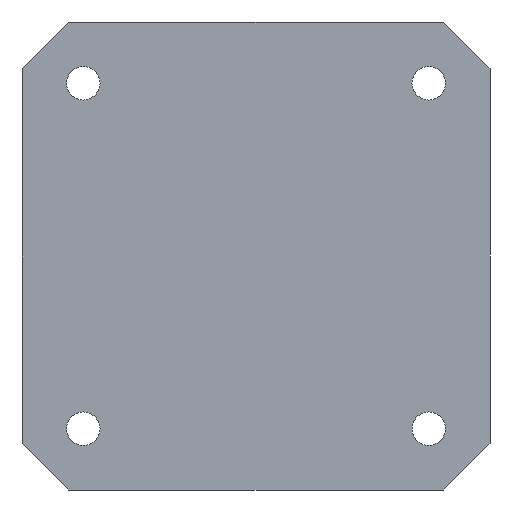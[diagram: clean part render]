
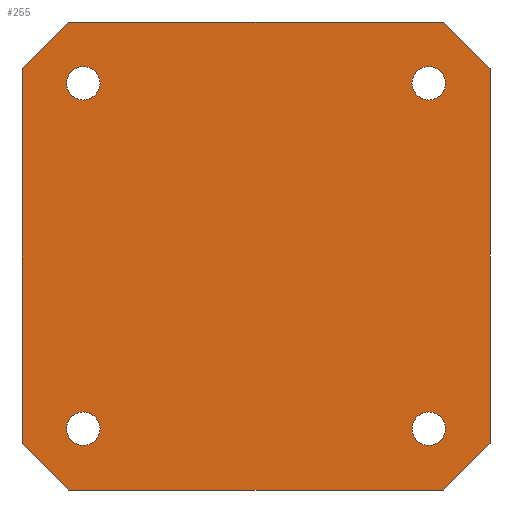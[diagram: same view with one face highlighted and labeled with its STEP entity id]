
A CAD part, front view. The second image highlights one B-rep face of the part: STEP entity #255.
In plain terms, the highlighted planar face has unit normal (0, -1, 0).
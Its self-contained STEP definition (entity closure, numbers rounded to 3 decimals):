
#5 = FACE_BOUND ( 'NONE', #403, .T. ) ;
#7 = AXIS2_PLACEMENT_3D ( 'NONE', #601, #1348, #705 ) ;
#17 = ORIENTED_EDGE ( 'NONE', *, *, #410, .F. ) ;
#33 = DIRECTION ( 'NONE',  ( 0., -1., 0. ) ) ;
#43 = FACE_BOUND ( 'NONE', #502, .T. ) ;
#44 = EDGE_CURVE ( 'NONE', #877, #507, #1344, .T. ) ;
#54 = CARTESIAN_POINT ( 'NONE',  ( 5.5, -24., -7. ) ) ;
#63 = CARTESIAN_POINT ( 'NONE',  ( 5.5, -24., -4. ) ) ;
#88 = CARTESIAN_POINT ( 'NONE',  ( 5.5, -24., -38. ) ) ;
#120 = DIRECTION ( 'NONE',  ( 0., 0., -1. ) ) ;
#157 = CARTESIAN_POINT ( 'NONE',  ( 36.5, -24., -36.5 ) ) ;
#161 = CARTESIAN_POINT ( 'NONE',  ( 4.2, -24., -42. ) ) ;
#165 = DIRECTION ( 'NONE',  ( 0., 0., 1. ) ) ;
#167 = CIRCLE ( 'NONE', #1033, 1.5 ) ;
#173 = ORIENTED_EDGE ( 'NONE', *, *, #957, .F. ) ;
#179 = VECTOR ( 'NONE', #842, 1000. ) ;
#180 = EDGE_CURVE ( 'NONE', #276, #792, #1200, .T. ) ;
#192 = CARTESIAN_POINT ( 'NONE',  ( 42., -24., -4.2 ) ) ;
#217 = VERTEX_POINT ( 'NONE', #752 ) ;
#221 = AXIS2_PLACEMENT_3D ( 'NONE', #157, #790, #120 ) ;
#224 = EDGE_CURVE ( 'NONE', #751, #1199, #609, .T. ) ;
#233 = ORIENTED_EDGE ( 'NONE', *, *, #284, .F. ) ;
#234 = CARTESIAN_POINT ( 'NONE',  ( 2.1, -24., -2.1 ) ) ;
#238 = DIRECTION ( 'NONE',  ( -1., 0., 0. ) ) ;
#255 = ADVANCED_FACE ( 'NONE', ( #295, #43, #855, #5, #1110 ), #331, .T. ) ;
#256 = ORIENTED_EDGE ( 'NONE', *, *, #1259, .F. ) ;
#262 = DIRECTION ( 'NONE',  ( 0., -1., 0. ) ) ;
#270 = CIRCLE ( 'NONE', #996, 1.5 ) ;
#276 = VERTEX_POINT ( 'NONE', #336 ) ;
#278 = CARTESIAN_POINT ( 'NONE',  ( 0., -24., -4.2 ) ) ;
#281 = CARTESIAN_POINT ( 'NONE',  ( 37.8, -24., -42. ) ) ;
#284 = EDGE_CURVE ( 'NONE', #507, #670, #824, .T. ) ;
#295 = FACE_BOUND ( 'NONE', #899, .T. ) ;
#299 = AXIS2_PLACEMENT_3D ( 'NONE', #1087, #448, #1186 ) ;
#303 = DIRECTION ( 'NONE',  ( -0.707, 0., 0.707 ) ) ;
#326 = VERTEX_POINT ( 'NONE', #1185 ) ;
#328 = VECTOR ( 'NONE', #303, 1000. ) ;
#331 = PLANE ( 'NONE',  #1242 ) ;
#336 = CARTESIAN_POINT ( 'NONE',  ( 36.5, -24., -38. ) ) ;
#365 = CARTESIAN_POINT ( 'NONE',  ( 36.5, -24., -5.5 ) ) ;
#377 = CARTESIAN_POINT ( 'NONE',  ( 42., -24., 0. ) ) ;
#388 = VERTEX_POINT ( 'NONE', #88 ) ;
#402 = EDGE_CURVE ( 'NONE', #1357, #692, #167, .T. ) ;
#403 = EDGE_LOOP ( 'NONE', ( #581, #1115 ) ) ;
#410 = EDGE_CURVE ( 'NONE', #496, #881, #1262, .T. ) ;
#425 = ORIENTED_EDGE ( 'NONE', *, *, #796, .F. ) ;
#442 = DIRECTION ( 'NONE',  ( 0., -1., 0. ) ) ;
#448 = DIRECTION ( 'NONE',  ( 0., -1., 0. ) ) ;
#451 = LINE ( 'NONE', #631, #179 ) ;
#475 = DIRECTION ( 'NONE',  ( 0., 0., -1. ) ) ;
#485 = DIRECTION ( 'NONE',  ( -0.707, 0., -0.707 ) ) ;
#488 = VERTEX_POINT ( 'NONE', #491 ) ;
#491 = CARTESIAN_POINT ( 'NONE',  ( 0., -24., -37.8 ) ) ;
#496 = VERTEX_POINT ( 'NONE', #693 ) ;
#502 = EDGE_LOOP ( 'NONE', ( #256, #1162 ) ) ;
#506 = EDGE_CURVE ( 'NONE', #881, #877, #597, .T. ) ;
#507 = VERTEX_POINT ( 'NONE', #281 ) ;
#509 = LINE ( 'NONE', #830, #328 ) ;
#525 = EDGE_CURVE ( 'NONE', #1014, #388, #843, .T. ) ;
#526 = CARTESIAN_POINT ( 'NONE',  ( 5.5, -24., -5.5 ) ) ;
#549 = ORIENTED_EDGE ( 'NONE', *, *, #224, .F. ) ;
#560 = CARTESIAN_POINT ( 'NONE',  ( 5.5, -24., -36.5 ) ) ;
#571 = CARTESIAN_POINT ( 'NONE',  ( 5.5, -24., -35. ) ) ;
#577 = VECTOR ( 'NONE', #863, 1000. ) ;
#581 = ORIENTED_EDGE ( 'NONE', *, *, #402, .F. ) ;
#597 = LINE ( 'NONE', #377, #629 ) ;
#601 = CARTESIAN_POINT ( 'NONE',  ( 5.5, -24., -36.5 ) ) ;
#606 = CIRCLE ( 'NONE', #1099, 1.5 ) ;
#609 = LINE ( 'NONE', #234, #577 ) ;
#611 = EDGE_CURVE ( 'NONE', #692, #1357, #814, .T. ) ;
#613 = EDGE_LOOP ( 'NONE', ( #868, #173 ) ) ;
#626 = DIRECTION ( 'NONE',  ( 0., 0., -1. ) ) ;
#629 = VECTOR ( 'NONE', #911, 1000. ) ;
#631 = CARTESIAN_POINT ( 'NONE',  ( 0., -24., 0. ) ) ;
#651 = CARTESIAN_POINT ( 'NONE',  ( 0., -24., 0. ) ) ;
#653 = ORIENTED_EDGE ( 'NONE', *, *, #687, .F. ) ;
#664 = DIRECTION ( 'NONE',  ( 0., 0., -1. ) ) ;
#670 = VERTEX_POINT ( 'NONE', #161 ) ;
#671 = CARTESIAN_POINT ( 'NONE',  ( 36.5, -24., -5.5 ) ) ;
#687 = EDGE_CURVE ( 'NONE', #488, #751, #922, .T. ) ;
#691 = VECTOR ( 'NONE', #1042, 1000. ) ;
#692 = VERTEX_POINT ( 'NONE', #54 ) ;
#693 = CARTESIAN_POINT ( 'NONE',  ( 37.8, -24., 0. ) ) ;
#705 = DIRECTION ( 'NONE',  ( 0., 0., -1. ) ) ;
#751 = VERTEX_POINT ( 'NONE', #278 ) ;
#752 = CARTESIAN_POINT ( 'NONE',  ( 36.5, -24., -7. ) ) ;
#762 = AXIS2_PLACEMENT_3D ( 'NONE', #560, #1303, #664 ) ;
#777 = DIRECTION ( 'NONE',  ( 0., 0., -1. ) ) ;
#787 = ORIENTED_EDGE ( 'NONE', *, *, #506, .F. ) ;
#790 = DIRECTION ( 'NONE',  ( 0., -1., 0. ) ) ;
#792 = VERTEX_POINT ( 'NONE', #885 ) ;
#796 = EDGE_CURVE ( 'NONE', #326, #217, #270, .T. ) ;
#802 = CARTESIAN_POINT ( 'NONE',  ( 0., -24., 0. ) ) ;
#803 = ORIENTED_EDGE ( 'NONE', *, *, #1144, .F. ) ;
#810 = VECTOR ( 'NONE', #485, 1000. ) ;
#814 = CIRCLE ( 'NONE', #299, 1.5 ) ;
#824 = LINE ( 'NONE', #869, #1326 ) ;
#830 = CARTESIAN_POINT ( 'NONE',  ( -18.9, -24., -18.9 ) ) ;
#842 = DIRECTION ( 'NONE',  ( 1., 0., 0. ) ) ;
#843 = CIRCLE ( 'NONE', #7, 1.5 ) ;
#855 = FACE_BOUND ( 'NONE', #613, .T. ) ;
#863 = DIRECTION ( 'NONE',  ( 0.707, 0., 0.707 ) ) ;
#868 = ORIENTED_EDGE ( 'NONE', *, *, #525, .F. ) ;
#869 = CARTESIAN_POINT ( 'NONE',  ( 0., -24., -42. ) ) ;
#877 = VERTEX_POINT ( 'NONE', #1360 ) ;
#879 = CIRCLE ( 'NONE', #950, 1.5 ) ;
#881 = VERTEX_POINT ( 'NONE', #192 ) ;
#885 = CARTESIAN_POINT ( 'NONE',  ( 36.5, -24., -35. ) ) ;
#886 = CARTESIAN_POINT ( 'NONE',  ( 36.5, -24., -36.5 ) ) ;
#899 = EDGE_LOOP ( 'NONE', ( #425, #1238 ) ) ;
#906 = ORIENTED_EDGE ( 'NONE', *, *, #44, .F. ) ;
#911 = DIRECTION ( 'NONE',  ( 0., 0., -1. ) ) ;
#913 = CIRCLE ( 'NONE', #762, 1.5 ) ;
#922 = LINE ( 'NONE', #802, #952 ) ;
#923 = ORIENTED_EDGE ( 'NONE', *, *, #1361, .F. ) ;
#950 = AXIS2_PLACEMENT_3D ( 'NONE', #671, #33, #777 ) ;
#952 = VECTOR ( 'NONE', #165, 1000. ) ;
#957 = EDGE_CURVE ( 'NONE', #388, #1014, #913, .T. ) ;
#992 = DIRECTION ( 'NONE',  ( 0., 0., -1. ) ) ;
#996 = AXIS2_PLACEMENT_3D ( 'NONE', #365, #1112, #475 ) ;
#1014 = VERTEX_POINT ( 'NONE', #571 ) ;
#1033 = AXIS2_PLACEMENT_3D ( 'NONE', #526, #1264, #626 ) ;
#1042 = DIRECTION ( 'NONE',  ( 0.707, 0., -0.707 ) ) ;
#1056 = CARTESIAN_POINT ( 'NONE',  ( 4.2, -24., 0. ) ) ;
#1087 = CARTESIAN_POINT ( 'NONE',  ( 5.5, -24., -5.5 ) ) ;
#1099 = AXIS2_PLACEMENT_3D ( 'NONE', #886, #262, #992 ) ;
#1110 = FACE_OUTER_BOUND ( 'NONE', #1335, .T. ) ;
#1112 = DIRECTION ( 'NONE',  ( 0., -1., 0. ) ) ;
#1115 = ORIENTED_EDGE ( 'NONE', *, *, #611, .F. ) ;
#1144 = EDGE_CURVE ( 'NONE', #1199, #496, #451, .T. ) ;
#1153 = CARTESIAN_POINT ( 'NONE',  ( 18.9, -24., 18.9 ) ) ;
#1162 = ORIENTED_EDGE ( 'NONE', *, *, #180, .F. ) ;
#1181 = DIRECTION ( 'NONE',  ( 0., 0., -1. ) ) ;
#1185 = CARTESIAN_POINT ( 'NONE',  ( 36.5, -24., -4. ) ) ;
#1186 = DIRECTION ( 'NONE',  ( 0., 0., -1. ) ) ;
#1199 = VERTEX_POINT ( 'NONE', #1056 ) ;
#1200 = CIRCLE ( 'NONE', #221, 1.5 ) ;
#1230 = CARTESIAN_POINT ( 'NONE',  ( 39.9, -24., -39.9 ) ) ;
#1235 = EDGE_CURVE ( 'NONE', #217, #326, #879, .T. ) ;
#1238 = ORIENTED_EDGE ( 'NONE', *, *, #1235, .F. ) ;
#1242 = AXIS2_PLACEMENT_3D ( 'NONE', #651, #442, #1181 ) ;
#1259 = EDGE_CURVE ( 'NONE', #792, #276, #606, .T. ) ;
#1262 = LINE ( 'NONE', #1153, #691 ) ;
#1264 = DIRECTION ( 'NONE',  ( 0., -1., 0. ) ) ;
#1303 = DIRECTION ( 'NONE',  ( 0., -1., 0. ) ) ;
#1326 = VECTOR ( 'NONE', #238, 1000. ) ;
#1335 = EDGE_LOOP ( 'NONE', ( #906, #787, #17, #803, #549, #653, #923, #233 ) ) ;
#1344 = LINE ( 'NONE', #1230, #810 ) ;
#1348 = DIRECTION ( 'NONE',  ( 0., -1., 0. ) ) ;
#1357 = VERTEX_POINT ( 'NONE', #63 ) ;
#1360 = CARTESIAN_POINT ( 'NONE',  ( 42., -24., -37.8 ) ) ;
#1361 = EDGE_CURVE ( 'NONE', #670, #488, #509, .T. ) ;
